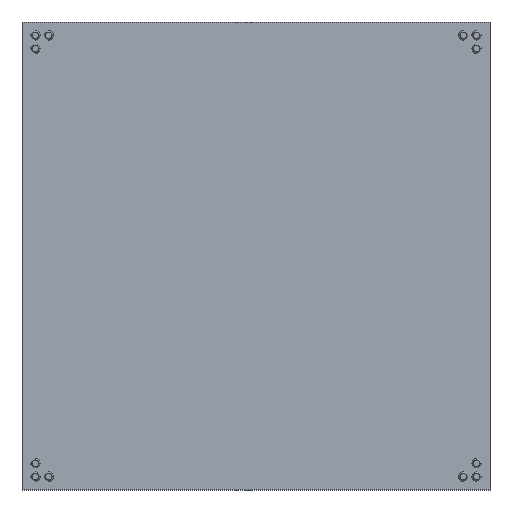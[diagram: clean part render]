
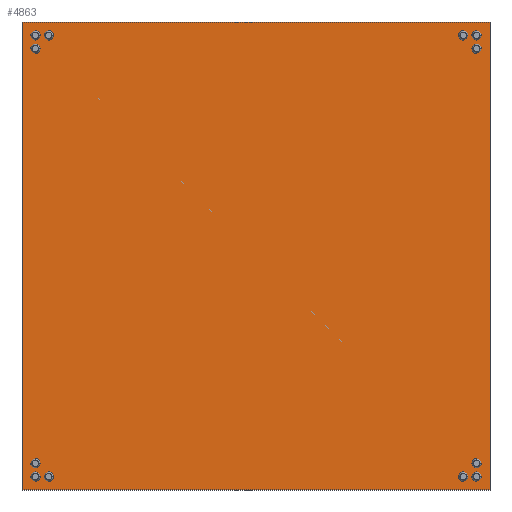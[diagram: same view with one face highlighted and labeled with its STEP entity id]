
A CAD part, front view. The second image highlights one B-rep face of the part: STEP entity #4863.
In plain terms, the highlighted planar face has unit normal (0, -1, 0).
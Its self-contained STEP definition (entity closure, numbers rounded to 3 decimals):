
#405 = EDGE_CURVE ( 'NONE', #15160, #13831, #6887, .T. ) ;
#922 = VECTOR ( 'NONE', #20173, 1000. ) ;
#1079 = DIRECTION ( 'NONE',  ( 0., 0., -1. ) ) ;
#2105 = EDGE_CURVE ( 'NONE', #13032, #15160, #2774, .T. ) ;
#2774 = LINE ( 'NONE', #9548, #6622 ) ;
#3516 = PLANE ( 'NONE',  #17615 ) ;
#4863 = ADVANCED_FACE ( 'NONE', ( #18992 ), #3516, .T. ) ;
#4875 = EDGE_LOOP ( 'NONE', ( #8756, #12784, #14142, #14528 ) ) ;
#5824 = CARTESIAN_POINT ( 'NONE',  ( -17.5, 0., -17.5 ) ) ;
#6549 = VERTEX_POINT ( 'NONE', #13149 ) ;
#6622 = VECTOR ( 'NONE', #1079, 1000. ) ;
#6887 = LINE ( 'NONE', #16390, #8817 ) ;
#7800 = CARTESIAN_POINT ( 'NONE',  ( -17.5, 0., 17.5 ) ) ;
#8756 = ORIENTED_EDGE ( 'NONE', *, *, #2105, .F. ) ;
#8817 = VECTOR ( 'NONE', #22571, 1000. ) ;
#9548 = CARTESIAN_POINT ( 'NONE',  ( 17.5, 0., 17.5 ) ) ;
#10157 = EDGE_CURVE ( 'NONE', #6549, #13032, #26491, .T. ) ;
#11797 = LINE ( 'NONE', #7800, #922 ) ;
#12713 = VECTOR ( 'NONE', #24001, 1000. ) ;
#12784 = ORIENTED_EDGE ( 'NONE', *, *, #10157, .F. ) ;
#13032 = VERTEX_POINT ( 'NONE', #21721 ) ;
#13149 = CARTESIAN_POINT ( 'NONE',  ( -17.5, 0., 17.5 ) ) ;
#13831 = VERTEX_POINT ( 'NONE', #5824 ) ;
#14142 = ORIENTED_EDGE ( 'NONE', *, *, #25620, .F. ) ;
#14528 = ORIENTED_EDGE ( 'NONE', *, *, #405, .F. ) ;
#14646 = CARTESIAN_POINT ( 'NONE',  ( 17.5, 0., -17.5 ) ) ;
#15160 = VERTEX_POINT ( 'NONE', #14646 ) ;
#15169 = DIRECTION ( 'NONE',  ( 0., -1., 0. ) ) ;
#15620 = DIRECTION ( 'NONE',  ( 0., 0., -1. ) ) ;
#16390 = CARTESIAN_POINT ( 'NONE',  ( -17.5, 0., -17.5 ) ) ;
#17615 = AXIS2_PLACEMENT_3D ( 'NONE', #26182, #15169, #15620 ) ;
#18992 = FACE_OUTER_BOUND ( 'NONE', #4875, .T. ) ;
#20173 = DIRECTION ( 'NONE',  ( 0., 0., 1. ) ) ;
#21721 = CARTESIAN_POINT ( 'NONE',  ( 17.5, 0., 17.5 ) ) ;
#21940 = CARTESIAN_POINT ( 'NONE',  ( -17.5, 0., 17.5 ) ) ;
#22571 = DIRECTION ( 'NONE',  ( -1., 0., 0. ) ) ;
#24001 = DIRECTION ( 'NONE',  ( 1., 0., 0. ) ) ;
#25620 = EDGE_CURVE ( 'NONE', #13831, #6549, #11797, .T. ) ;
#26182 = CARTESIAN_POINT ( 'NONE',  ( 0., 0., 0. ) ) ;
#26491 = LINE ( 'NONE', #21940, #12713 ) ;
